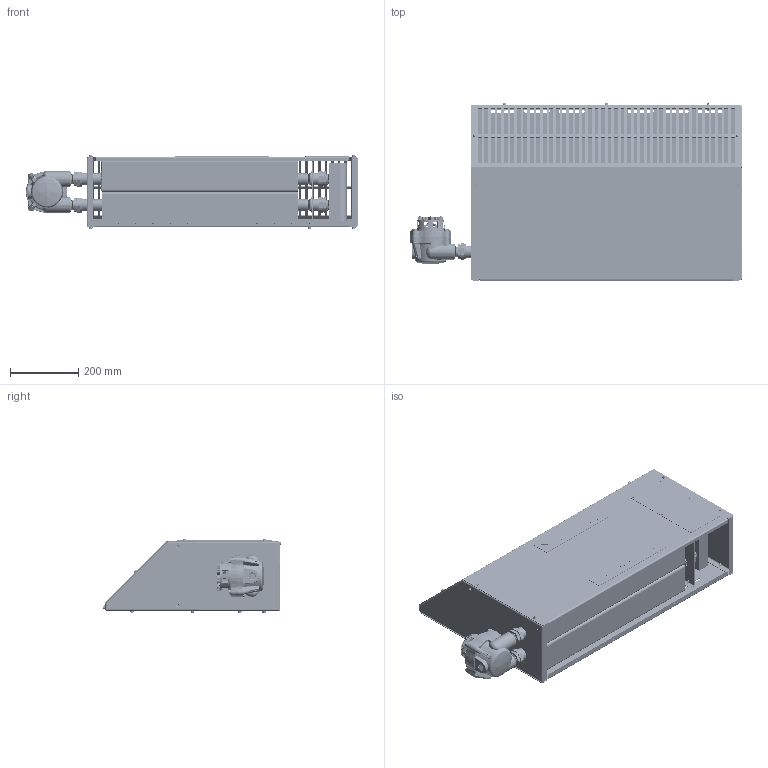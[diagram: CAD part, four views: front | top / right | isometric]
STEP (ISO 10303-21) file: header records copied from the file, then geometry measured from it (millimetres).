
FILE_DESCRIPTION (( 'STEP AP214' ), '1' );
FILE_NAME ('XEC-L Y MOUNT W-BTX 31.STEP', '2021-08-31T20:08:29', ( '' ), ( '' ), 'SwSTEP 2.0', 'SolidWorks 2020', '' );
FILE_SCHEMA (( 'AUTOMOTIVE_DESIGN' ));
Length unit declared in the file: inch
Products named in the file (1): XEC-L Y MOUNT W-BTX 31
Bounding box: 973.53 x 519.46 x 215.29 mm (x, y, z)
Volume: 18273627.4 mm3; surface area: 3619137.3 mm2
Topology: 98 solids, 98 shells, 11622 faces, 29697 edges, 18501 vertices
Faces by surface type: cylinder 3342, bspline 2521, plane 2423, cone 1904, torus 1296, sphere 136
Entity records: 674413 total; most frequent: CARTESIAN_POINT 268228, ORIENTED_EDGE 59142, DIRECTION 46527, EDGE_CURVE 29571, VERTEX_POINT 18486, AXIS2_PLACEMENT_3D 17969, EDGE_LOOP 12413, UNCERTAINTY_MEASURE_WITH_UNIT 11722
